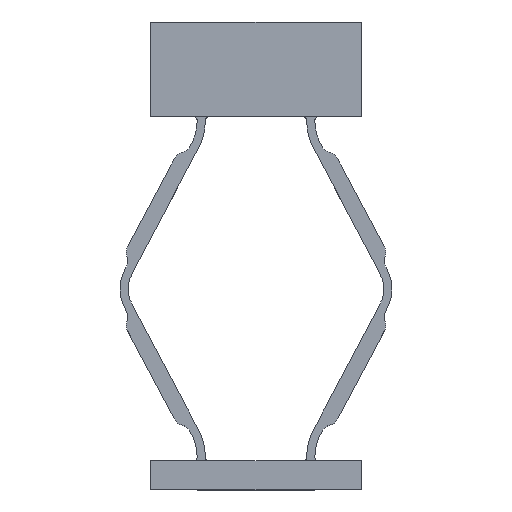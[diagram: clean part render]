
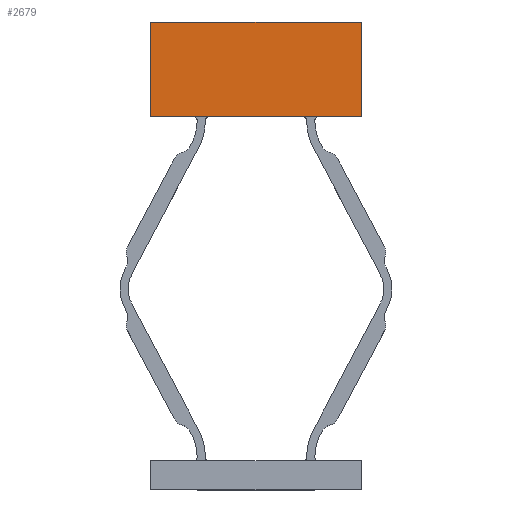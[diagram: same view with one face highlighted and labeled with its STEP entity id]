
A CAD part, top view. The second image highlights one B-rep face of the part: STEP entity #2679.
In plain terms, the highlighted planar face has unit normal (0, 0, 1).
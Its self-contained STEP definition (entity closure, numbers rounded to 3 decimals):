
#691 = VERTEX_POINT ( 'NONE', #2177 ) ;
#735 = CARTESIAN_POINT ( 'NONE',  ( -12.8, 46., 8.05 ) ) ;
#813 = VERTEX_POINT ( 'NONE', #9381 ) ;
#1137 = EDGE_CURVE ( 'NONE', #5777, #3043, #2832, .T. ) ;
#1340 = LINE ( 'NONE', #7474, #5044 ) ;
#1438 = LINE ( 'NONE', #735, #4233 ) ;
#1697 = CARTESIAN_POINT ( 'NONE',  ( -12.8, 46., 8.05 ) ) ;
#1713 = FACE_OUTER_BOUND ( 'NONE', #4731, .T. ) ;
#2166 = CARTESIAN_POINT ( 'NONE',  ( -12.8, 57.5, 8.05 ) ) ;
#2177 = CARTESIAN_POINT ( 'NONE',  ( 12.8, 46., 8.05 ) ) ;
#2400 = DIRECTION ( 'NONE',  ( 1., 0., 0. ) ) ;
#2679 = ADVANCED_FACE ( 'NONE', ( #1713 ), #5511, .T. ) ;
#2832 = LINE ( 'NONE', #9124, #2962 ) ;
#2962 = VECTOR ( 'NONE', #5868, 1000. ) ;
#3032 = DIRECTION ( 'NONE',  ( 1., 0., 0. ) ) ;
#3043 = VERTEX_POINT ( 'NONE', #9579 ) ;
#3629 = AXIS2_PLACEMENT_3D ( 'NONE', #5414, #4650, #3032 ) ;
#3644 = EDGE_CURVE ( 'NONE', #813, #5777, #8796, .T. ) ;
#4220 = ORIENTED_EDGE ( 'NONE', *, *, #3644, .F. ) ;
#4233 = VECTOR ( 'NONE', #2400, 1000. ) ;
#4604 = VECTOR ( 'NONE', #5493, 1000. ) ;
#4650 = DIRECTION ( 'NONE',  ( 0., 0., 1. ) ) ;
#4731 = EDGE_LOOP ( 'NONE', ( #7995, #7821, #4220, #9518 ) ) ;
#5044 = VECTOR ( 'NONE', #5190, 1000. ) ;
#5190 = DIRECTION ( 'NONE',  ( 0., 1., 0. ) ) ;
#5414 = CARTESIAN_POINT ( 'NONE',  ( -12.8, 46., 8.05 ) ) ;
#5493 = DIRECTION ( 'NONE',  ( 0., 1., 0. ) ) ;
#5511 = PLANE ( 'NONE',  #3629 ) ;
#5777 = VERTEX_POINT ( 'NONE', #2166 ) ;
#5868 = DIRECTION ( 'NONE',  ( 1., 0., 0. ) ) ;
#7474 = CARTESIAN_POINT ( 'NONE',  ( 12.8, 46., 8.05 ) ) ;
#7821 = ORIENTED_EDGE ( 'NONE', *, *, #1137, .F. ) ;
#7995 = ORIENTED_EDGE ( 'NONE', *, *, #9636, .T. ) ;
#8796 = LINE ( 'NONE', #1697, #4604 ) ;
#8934 = EDGE_CURVE ( 'NONE', #813, #691, #1438, .T. ) ;
#9124 = CARTESIAN_POINT ( 'NONE',  ( 0., 57.5, 8.05 ) ) ;
#9381 = CARTESIAN_POINT ( 'NONE',  ( -12.8, 46., 8.05 ) ) ;
#9518 = ORIENTED_EDGE ( 'NONE', *, *, #8934, .T. ) ;
#9579 = CARTESIAN_POINT ( 'NONE',  ( 12.8, 57.5, 8.05 ) ) ;
#9636 = EDGE_CURVE ( 'NONE', #691, #3043, #1340, .T. ) ;
